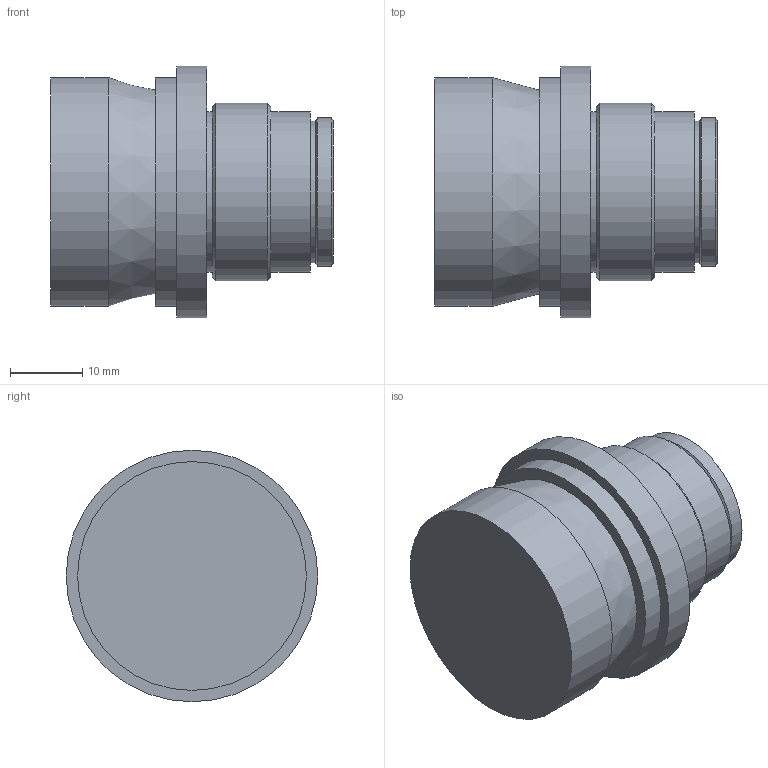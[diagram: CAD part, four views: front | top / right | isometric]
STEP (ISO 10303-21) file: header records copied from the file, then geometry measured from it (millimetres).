
FILE_DESCRIPTION((''),'2;1');
FILE_NAME('40049_0.stp','2011-08-02T08:16:08',('Boggio'),(''),'Autodesk Inventor 2011','Autodesk Inventor 2011','');
FILE_SCHEMA(('AUTOMOTIVE_DESIGN { 1 0 10303 214 1 1 1 1 }'));
Length unit declared in the file: inch
Products named in the file (1): 40049_Shrinkwrap_1
Bounding box: 39.17 x 34.9 x 34.9 mm (x, y, z)
Volume: 24555.5 mm3; surface area: 5702.6 mm2
Topology: 1 solids, 1 shells, 22 faces, 35 edges, 22 vertices
Faces by surface type: plane 9, cylinder 8, cone 5
Full cylindrical faces by diameter (mm): 19.609 x1, 20.625 x1, 22.225 x2, 24.638 x1, 31.75 x2, 34.9 x1
Entity records: 498 total; most frequent: DIRECTION 88, CARTESIAN_POINT 65, AXIS2_PLACEMENT_3D 44, ORIENTED_EDGE 42, EDGE_LOOP 42, STYLED_ITEM 23, FACE_OUTER_BOUND 22, ADVANCED_FACE 22
